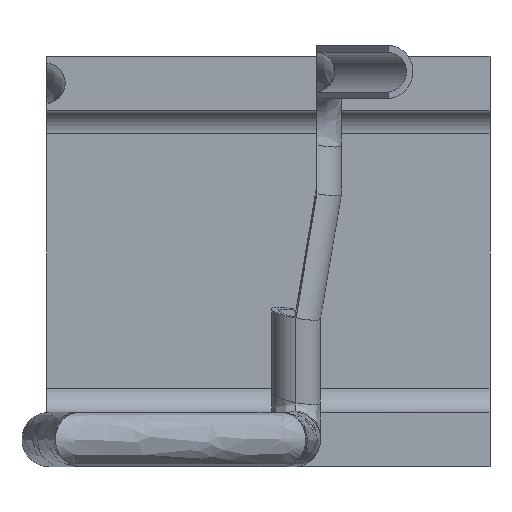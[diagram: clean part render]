
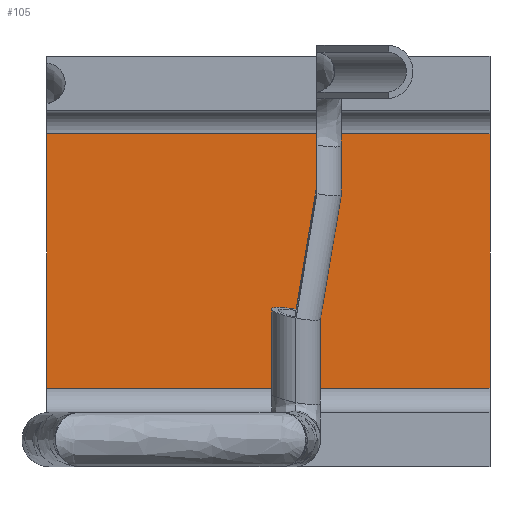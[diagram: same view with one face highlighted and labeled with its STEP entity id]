
A CAD part, left-side view. The second image highlights one B-rep face of the part: STEP entity #105.
In plain terms, the highlighted planar face has unit normal (-1, 0, 0).
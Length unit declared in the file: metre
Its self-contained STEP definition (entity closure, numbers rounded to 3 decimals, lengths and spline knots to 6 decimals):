
#105 = ADVANCED_FACE( '', ( #254 ), #255, .T. );
#254 = FACE_OUTER_BOUND( '', #542, .T. );
#255 = PLANE( '', #543 );
#542 = EDGE_LOOP( '', ( #1251, #1252, #1253, #1254 ) );
#543 = AXIS2_PLACEMENT_3D( '', #1255, #1256, #1257 );
#1251 = ORIENTED_EDGE( '', *, *, #1655, .T. );
#1252 = ORIENTED_EDGE( '', *, *, #1668, .F. );
#1253 = ORIENTED_EDGE( '', *, *, #1669, .F. );
#1254 = ORIENTED_EDGE( '', *, *, #1670, .T. );
#1255 = CARTESIAN_POINT( '', ( 0.191354, 0.065132, -0.052385 ) );
#1256 = DIRECTION( '', ( -1., 0., 0. ) );
#1257 = DIRECTION( '', ( 0., 0., 1. ) );
#1655 = EDGE_CURVE( '', #1901, #1899, #1902, .T. );
#1668 = EDGE_CURVE( '', #1920, #1899, #1921, .F. );
#1669 = EDGE_CURVE( '', #1922, #1920, #1923, .T. );
#1670 = EDGE_CURVE( '', #1922, #1901, #1924, .F. );
#1899 = VERTEX_POINT( '', #2355 );
#1901 = VERTEX_POINT( '', #2357 );
#1902 = LINE( '', #2358, #2359 );
#1920 = VERTEX_POINT( '', #2432 );
#1921 = LINE( '', #2433, #2434 );
#1922 = VERTEX_POINT( '', #2435 );
#1923 = LINE( '', #2436, #2437 );
#1924 = LINE( '', #2438, #2439 );
#2355 = CARTESIAN_POINT( '', ( 0.191354, 0.130263, -0.127143 ) );
#2357 = CARTESIAN_POINT( '', ( 0.191354, 0.130263, -0.052385 ) );
#2358 = CARTESIAN_POINT( '', ( 0.191354, 0.130263, -0.052385 ) );
#2359 = VECTOR( '', #3020, 1. );
#2432 = CARTESIAN_POINT( '', ( 0.191354, 0., -0.127143 ) );
#2433 = CARTESIAN_POINT( '', ( 0.191354, 0.065132, -0.127143 ) );
#2434 = VECTOR( '', #3031, 1. );
#2435 = CARTESIAN_POINT( '', ( 0.191354, 0., -0.052385 ) );
#2436 = CARTESIAN_POINT( '', ( 0.191354, 0., -0.052385 ) );
#2437 = VECTOR( '', #3032, 1. );
#2438 = CARTESIAN_POINT( '', ( 0.191354, 0.065132, -0.052385 ) );
#2439 = VECTOR( '', #3033, 1. );
#3020 = DIRECTION( '', ( 0., 0., -1. ) );
#3031 = DIRECTION( '', ( 0., -1., 0. ) );
#3032 = DIRECTION( '', ( 0., 0., -1. ) );
#3033 = DIRECTION( '', ( 0., -1., 0. ) );
